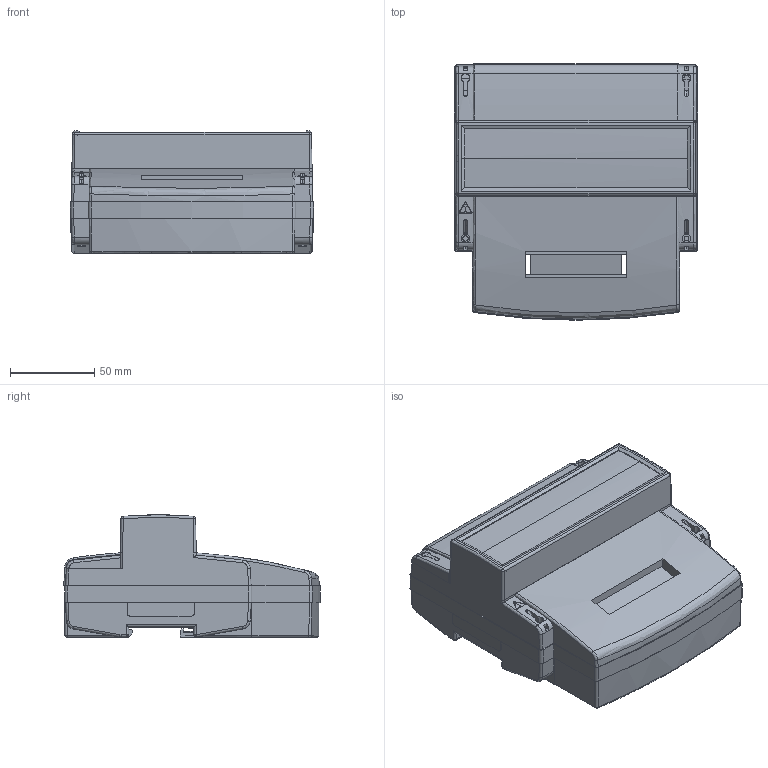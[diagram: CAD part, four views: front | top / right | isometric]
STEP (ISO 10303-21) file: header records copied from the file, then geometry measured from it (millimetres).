
FILE_DESCRIPTION (( 'STEP AP214' ), '1' );
FILE_NAME ('R31 R33.STEP', '2019-12-17T06:05:16', ( '' ), ( '' ), 'SwSTEP 2.0', 'SolidWorks 2018', '' );
FILE_SCHEMA (( 'AUTOMOTIVE_DESIGN' ));
Length unit declared in the file: millimetre
Products named in the file (1): R31 R33
Bounding box: 144 x 151.99 x 72.5 mm (x, y, z)
Volume: 868162.6 mm3; surface area: 160630 mm2
Topology: 4 solids, 6 shells, 1119 faces, 3079 edges, 2002 vertices
Faces by surface type: plane 678, cylinder 333, bspline 60, cone 48
Entity records: 42089 total; most frequent: CARTESIAN_POINT 14487, ORIENTED_EDGE 6144, DIRECTION 5184, EDGE_CURVE 3072, LINE 2042, VECTOR 2042, VERTEX_POINT 2002, AXIS2_PLACEMENT_3D 1571
